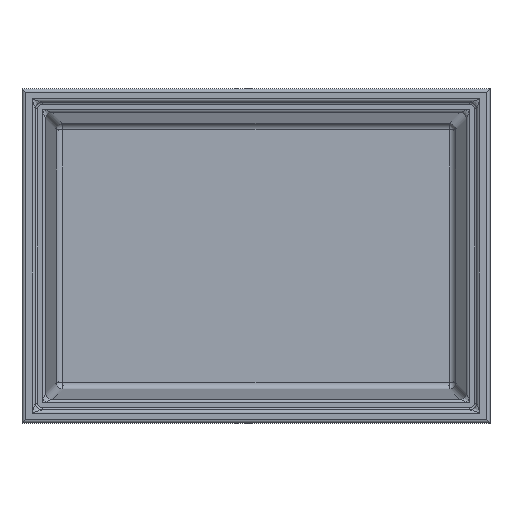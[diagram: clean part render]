
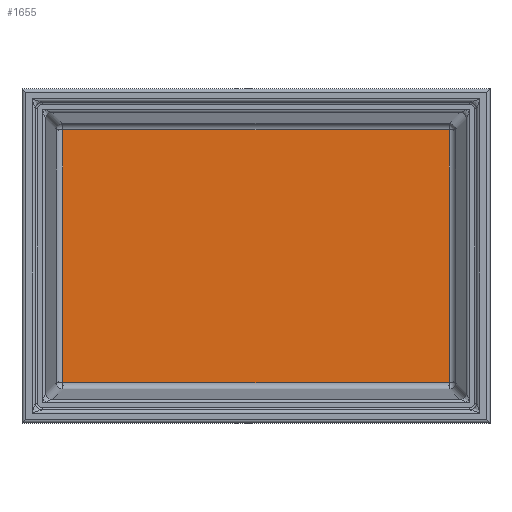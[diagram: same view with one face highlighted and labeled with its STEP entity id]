
A CAD part, top view. The second image highlights one B-rep face of the part: STEP entity #1655.
In plain terms, the highlighted planar face has unit normal (0, 0, 1).
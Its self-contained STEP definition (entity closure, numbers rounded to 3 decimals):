
#312=LINE('',#8220,#436);
#313=LINE('',#8223,#437);
#314=LINE('',#8225,#438);
#315=LINE('',#8227,#439);
#436=VECTOR('',#2269,1000.);
#437=VECTOR('',#2270,1000.);
#438=VECTOR('',#2271,1000.);
#439=VECTOR('',#2272,1000.);
#469=PLANE('',#1834);
#790=ORIENTED_EDGE('',*,*,#1150,.T.);
#791=ORIENTED_EDGE('',*,*,#1151,.T.);
#792=ORIENTED_EDGE('',*,*,#1152,.T.);
#793=ORIENTED_EDGE('',*,*,#1153,.T.);
#1150=EDGE_CURVE('',#1318,#1319,#312,.F.);
#1151=EDGE_CURVE('',#1319,#1320,#313,.F.);
#1152=EDGE_CURVE('',#1320,#1321,#314,.F.);
#1153=EDGE_CURVE('',#1321,#1318,#315,.F.);
#1318=VERTEX_POINT('',#8221);
#1319=VERTEX_POINT('',#8222);
#1320=VERTEX_POINT('',#8224);
#1321=VERTEX_POINT('',#8226);
#1419=EDGE_LOOP('',(#790,#791,#792,#793));
#1537=FACE_BOUND('',#1419,.T.);
#1655=ADVANCED_FACE('',(#1537),#469,.T.);
#1834=AXIS2_PLACEMENT_3D('',#8219,#2267,#2268);
#2267=DIRECTION('',(0.,0.,1.));
#2268=DIRECTION('',(1.,0.,0.));
#2269=DIRECTION('',(0.,-1.,0.));
#2270=DIRECTION('',(1.,0.,0.));
#2271=DIRECTION('',(0.,1.,0.));
#2272=DIRECTION('',(-1.,0.,0.));
#8219=CARTESIAN_POINT('',(0.,0.,-149.));
#8220=CARTESIAN_POINT('',(173.451,0.,-149.));
#8221=CARTESIAN_POINT('',(173.451,-113.451,-149.));
#8222=CARTESIAN_POINT('',(173.451,113.451,-149.));
#8223=CARTESIAN_POINT('',(0.,113.451,-149.));
#8224=CARTESIAN_POINT('',(-173.451,113.451,-149.));
#8225=CARTESIAN_POINT('',(-173.451,0.,-149.));
#8226=CARTESIAN_POINT('',(-173.451,-113.451,-149.));
#8227=CARTESIAN_POINT('',(0.,-113.451,-149.));
